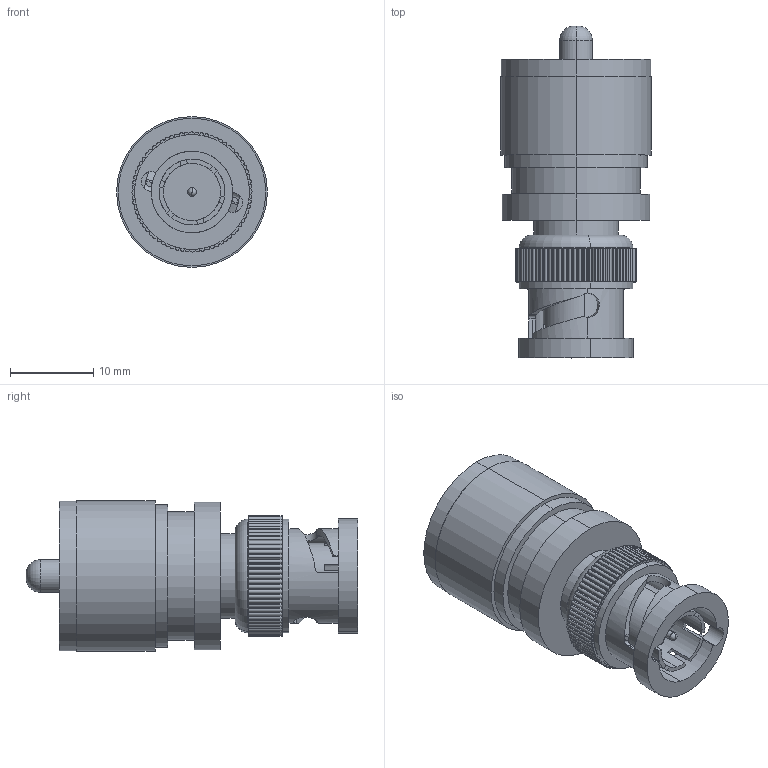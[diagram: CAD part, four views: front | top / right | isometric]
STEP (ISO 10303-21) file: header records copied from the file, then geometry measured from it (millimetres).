
FILE_DESCRIPTION (( 'STEP AP214' ), '1' );
FILE_NAME ('BA270.STEP', '2006-08-02T11:49:05', ( 'L-COM' ), ( 'L-COM' ), 'SwSTEP 2.0', 'SolidWorks 2006004', '' );
FILE_SCHEMA (( 'AUTOMOTIVE_DESIGN' ));
Length unit declared in the file: millimetre
Products named in the file (3): BA270-MA1_with flange; BA270
Assembly tree (2 placements, depth 2):
  BA270
    BA270
    BA270-MA1_with flange
Bounding box: 18.16 x 39.98 x 18.16 mm (x, y, z)
Volume: 4878.3 mm3; surface area: 4284 mm2
Topology: 2 solids, 2 shells, 359 faces, 1027 edges, 681 vertices
Faces by surface type: plane 200, cylinder 145, bspline 8, torus 4, sphere 2
Entity records: 12995 total; most frequent: CARTESIAN_POINT 3008, ORIENTED_EDGE 2046, DIRECTION 1993, EDGE_CURVE 1023, VERTEX_POINT 679, AXIS2_PLACEMENT_3D 672, VECTOR 649, LINE 649
